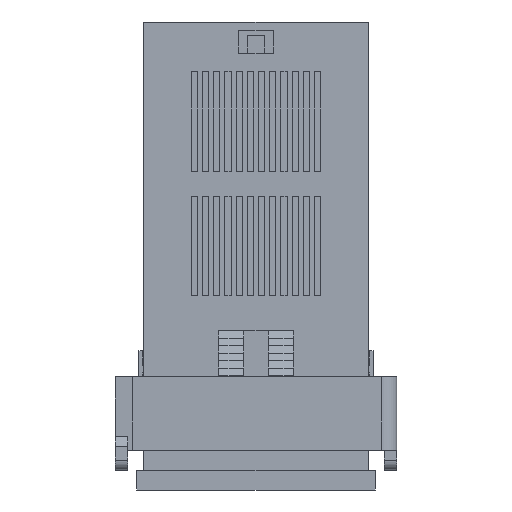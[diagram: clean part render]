
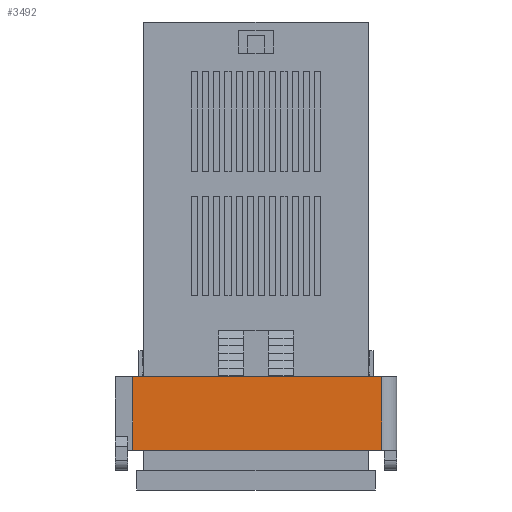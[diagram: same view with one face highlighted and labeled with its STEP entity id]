
A CAD part, front view. The second image highlights one B-rep face of the part: STEP entity #3492.
In plain terms, the highlighted planar face has unit normal (0, -1, 0).
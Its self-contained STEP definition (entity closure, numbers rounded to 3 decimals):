
#143 = EDGE_CURVE ( 'NONE', #24113, #1629, #26617, .T. ) ;
#920 = EDGE_CURVE ( 'NONE', #29615, #8494, #8304, .T. ) ;
#1629 = VERTEX_POINT ( 'NONE', #9848 ) ;
#3101 = AXIS2_PLACEMENT_3D ( 'NONE', #10100, #26118, #5620 ) ;
#3492 = ADVANCED_FACE ( 'NONE', ( #4294 ), #7985, .F. ) ;
#3751 = ORIENTED_EDGE ( 'NONE', *, *, #143, .T. ) ;
#3960 = CARTESIAN_POINT ( 'NONE',  ( 25.25, -23.8, 14.75 ) ) ;
#4221 = ORIENTED_EDGE ( 'NONE', *, *, #13879, .T. ) ;
#4277 = VECTOR ( 'NONE', #20661, 1000. ) ;
#4294 = FACE_OUTER_BOUND ( 'NONE', #8776, .T. ) ;
#5620 = DIRECTION ( 'NONE',  ( 0., 0., 1. ) ) ;
#6241 = VECTOR ( 'NONE', #28371, 1000. ) ;
#7815 = CARTESIAN_POINT ( 'NONE',  ( -24.75, -23.8, 14.75 ) ) ;
#7985 = PLANE ( 'NONE',  #3101 ) ;
#8304 = LINE ( 'NONE', #29493, #19459 ) ;
#8494 = VERTEX_POINT ( 'NONE', #3960 ) ;
#8593 = CARTESIAN_POINT ( 'NONE',  ( 25.25, -23.8, 0. ) ) ;
#8776 = EDGE_LOOP ( 'NONE', ( #4221, #13585, #27910, #3751 ) ) ;
#9051 = VECTOR ( 'NONE', #29616, 1000. ) ;
#9848 = CARTESIAN_POINT ( 'NONE',  ( -24.75, -23.8, 0. ) ) ;
#10100 = CARTESIAN_POINT ( 'NONE',  ( -24.75, -23.8, 14.75 ) ) ;
#13585 = ORIENTED_EDGE ( 'NONE', *, *, #920, .T. ) ;
#13879 = EDGE_CURVE ( 'NONE', #1629, #29615, #28602, .T. ) ;
#15681 = DIRECTION ( 'NONE',  ( 0., 0., 1. ) ) ;
#16003 = CARTESIAN_POINT ( 'NONE',  ( -24.75, -23.8, 14.75 ) ) ;
#16453 = CARTESIAN_POINT ( 'NONE',  ( -24.75, -23.8, 0. ) ) ;
#16961 = CARTESIAN_POINT ( 'NONE',  ( -24.75, -23.8, 14.75 ) ) ;
#19459 = VECTOR ( 'NONE', #15681, 1000. ) ;
#20661 = DIRECTION ( 'NONE',  ( 1., 0., 0. ) ) ;
#22882 = EDGE_CURVE ( 'NONE', #24113, #8494, #25927, .T. ) ;
#24113 = VERTEX_POINT ( 'NONE', #7815 ) ;
#25927 = LINE ( 'NONE', #16961, #6241 ) ;
#26118 = DIRECTION ( 'NONE',  ( 0., 1., 0. ) ) ;
#26617 = LINE ( 'NONE', #16003, #9051 ) ;
#27910 = ORIENTED_EDGE ( 'NONE', *, *, #22882, .F. ) ;
#28371 = DIRECTION ( 'NONE',  ( 1., 0., 0. ) ) ;
#28602 = LINE ( 'NONE', #16453, #4277 ) ;
#29493 = CARTESIAN_POINT ( 'NONE',  ( 25.25, -23.8, 14.75 ) ) ;
#29615 = VERTEX_POINT ( 'NONE', #8593 ) ;
#29616 = DIRECTION ( 'NONE',  ( 0., 0., -1. ) ) ;
